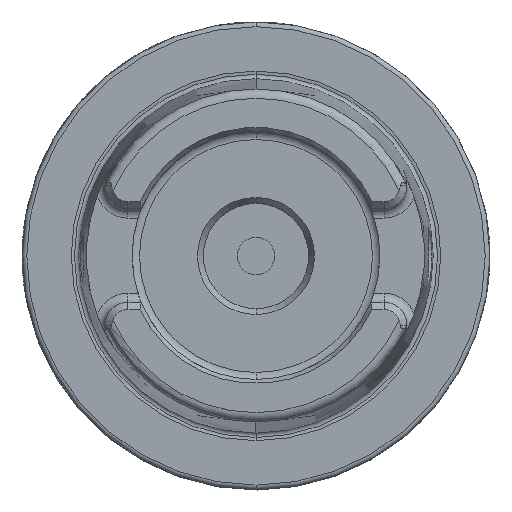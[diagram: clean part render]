
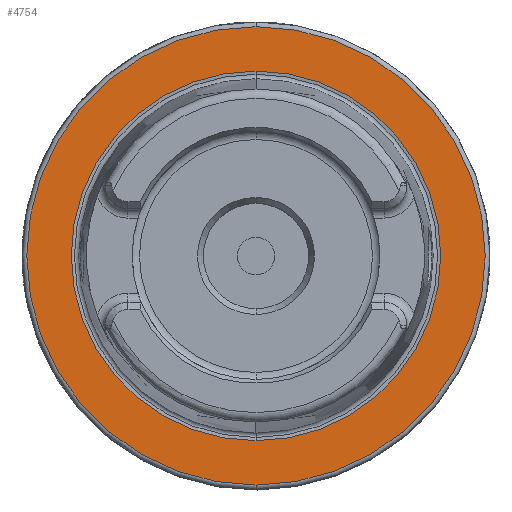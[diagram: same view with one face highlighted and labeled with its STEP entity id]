
A CAD part, top view. The second image highlights one B-rep face of the part: STEP entity #4754.
In plain terms, the highlighted planar face has unit normal (0, 0, 1).
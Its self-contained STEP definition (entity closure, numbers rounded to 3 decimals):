
#1244=CARTESIAN_POINT('',(0,0,29));
#1245=DIRECTION('',(0,0,-1));
#1246=DIRECTION('',(0,1,0));
#1247=AXIS2_PLACEMENT_3D('',#1244,#1245,#1246);
#1257=CARTESIAN_POINT('',(0,0,29));
#1258=DIRECTION('',(0,0,1));
#1259=DIRECTION('',(0,1,0));
#1260=AXIS2_PLACEMENT_3D('',#1257,#1258,#1259);
#1262=CARTESIAN_POINT('',(0,0,29));
#1263=DIRECTION('',(0,0,1));
#1264=DIRECTION('',(0,1,0));
#1265=AXIS2_PLACEMENT_3D('',#1262,#1263,#1264);
#1267=CARTESIAN_POINT('',(0,0,29));
#1268=DIRECTION('',(0,0,1));
#1269=DIRECTION('',(0,-1,0));
#1270=AXIS2_PLACEMENT_3D('',#1267,#1268,#1269);
#3085=CARTESIAN_POINT('',(0,39.499,29));
#3087=VERTEX_POINT('',#3085);
#3121=CARTESIAN_POINT('',(0,-39.499,29));
#3123=VERTEX_POINT('',#3121);
#3133=CARTESIAN_POINT('',(0,49,29));
#3134=CARTESIAN_POINT('',(0.,-49,29));
#3135=VERTEX_POINT('',#3133);
#3136=VERTEX_POINT('',#3134);
#4739=CARTESIAN_POINT('',(0,0,29));
#4740=DIRECTION('',(0,0,-1));
#4741=DIRECTION('',(0,-1,0));
#4742=AXIS2_PLACEMENT_3D('',#4739,#4740,#4741);
#4743=PLANE('',#4742);
#4745=ORIENTED_EDGE('',*,*,#4744,.F.);
#4747=ORIENTED_EDGE('',*,*,#4746,.F.);
#4748=EDGE_LOOP('',(#4745,#4747));
#4749=FACE_OUTER_BOUND('',#4748,.F.);
#4750=ORIENTED_EDGE('',*,*,#4734,.T.);
#4751=ORIENTED_EDGE('',*,*,#4718,.F.);
#4752=EDGE_LOOP('',(#4750,#4751));
#4753=FACE_BOUND('',#4752,.F.);
#4754=ADVANCED_FACE('',(#4749,#4753),#4743,.F.);
#1248=CIRCLE('',#1247,39.499);
#1261=CIRCLE('',#1260,39.499);
#1266=CIRCLE('',#1265,49);
#1271=CIRCLE('',#1270,49);
#4718=EDGE_CURVE('',#3087,#3123,#1248,.T.);
#4734=EDGE_CURVE('',#3087,#3123,#1261,.T.);
#4744=EDGE_CURVE('',#3135,#3136,#1266,.T.);
#4746=EDGE_CURVE('',#3136,#3135,#1271,.T.);
